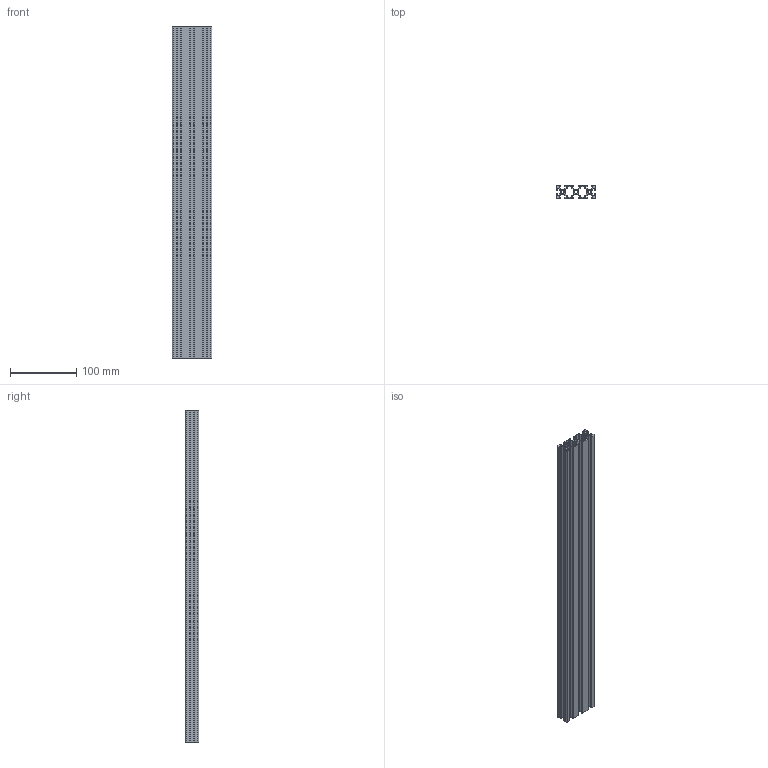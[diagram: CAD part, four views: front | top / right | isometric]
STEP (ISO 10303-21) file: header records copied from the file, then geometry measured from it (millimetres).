
FILE_DESCRIPTION (( 'STEP AP203' ), '1' );
FILE_NAME ('JL-6-2060E.STEP', '2021-10-26T09:50:49', ( '微软用户' ), ( '微软中国' ), 'SwSTEP 2.0', 'SolidWorks 2015', '' );
FILE_SCHEMA (( 'CONFIG_CONTROL_DESIGN' ));
Length unit declared in the file: millimetre
Products named in the file (1): JL-6-2060E
Bounding box: 60 x 20 x 500 mm (x, y, z)
Volume: 202456.3 mm3; surface area: 223353 mm2
Topology: 1 solids, 1 shells, 507 faces, 1491 edges, 994 vertices
Faces by surface type: plane 304, cylinder 131, bspline 72
Entity records: 19384 total; most frequent: CARTESIAN_POINT 6017, ORIENTED_EDGE 2982, DIRECTION 2481, EDGE_CURVE 1491, VECTOR 1085, LINE 1085, VERTEX_POINT 994, AXIS2_PLACEMENT_3D 698
